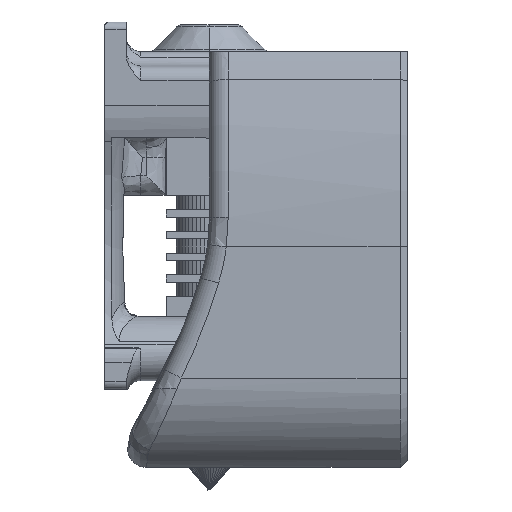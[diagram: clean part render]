
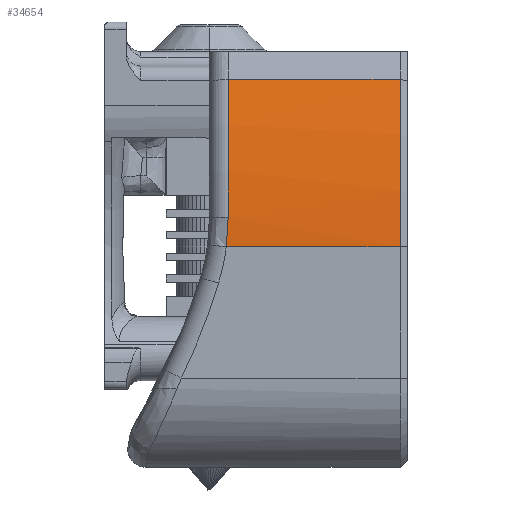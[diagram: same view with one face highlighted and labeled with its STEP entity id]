
A CAD part, left-side view. The second image highlights one B-rep face of the part: STEP entity #34654.
In plain terms, the highlighted cylindrical face has radius 90.29 mm (diameter 180.58 mm), a partial arc.
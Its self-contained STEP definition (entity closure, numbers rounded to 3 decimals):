
#351=CYLINDRICAL_SURFACE('',#37085,90.29);
#711=CIRCLE('',#37067,90.29);
#719=CIRCLE('',#37086,90.29);
#1474=FACE_OUTER_BOUND('',#3737,.T.);
#3737=EDGE_LOOP('',(#23997,#23998,#23999,#24000,#24001));
#5949=LINE('',#57154,#9924);
#5950=LINE('',#57160,#9925);
#9924=VECTOR('',#40509,90.29);
#9925=VECTOR('',#40516,90.29);
#14056=B_SPLINE_CURVE_WITH_KNOTS('',3,(#57163,#57164,#57165,#57166),
 .UNSPECIFIED.,.F.,.F.,(4,4),(0.,0.4),
 .UNSPECIFIED.);
#14781=VERTEX_POINT('',#56989);
#14782=VERTEX_POINT('',#56993);
#14792=VERTEX_POINT('',#57153);
#14794=VERTEX_POINT('',#57159);
#14795=VERTEX_POINT('',#57161);
#17992=EDGE_CURVE('',#14781,#14782,#711,.T.);
#18013=EDGE_CURVE('',#14782,#14792,#5949,.T.);
#18016=EDGE_CURVE('',#14781,#14794,#5950,.T.);
#18017=EDGE_CURVE('',#14795,#14794,#719,.T.);
#18018=EDGE_CURVE('',#14792,#14795,#14056,.T.);
#23997=ORIENTED_EDGE('',*,*,#17992,.F.);
#23998=ORIENTED_EDGE('',*,*,#18016,.T.);
#23999=ORIENTED_EDGE('',*,*,#18017,.F.);
#24000=ORIENTED_EDGE('',*,*,#18018,.F.);
#24001=ORIENTED_EDGE('',*,*,#18013,.F.);
#34654=ADVANCED_FACE('',(#1474),#351,.T.);
#37067=AXIS2_PLACEMENT_3D('',#56995,#40474,#40475);
#37085=AXIS2_PLACEMENT_3D('',#57158,#40514,#40515);
#37086=AXIS2_PLACEMENT_3D('',#57162,#40517,#40518);
#40474=DIRECTION('center_axis',(0.,0.,
1.));
#40475=DIRECTION('ref_axis',(-0.966,0.257,0.));
#40509=DIRECTION('',(0.,0.,-1.));
#40514=DIRECTION('center_axis',(0.,0.,
-1.));
#40515=DIRECTION('ref_axis',(-0.966,0.257,0.));
#40516=DIRECTION('',(0.,0.,-1.));
#40517=DIRECTION('center_axis',(0.,0.,
-1.));
#40518=DIRECTION('ref_axis',(-0.966,0.257,0.));
#56989=CARTESIAN_POINT('',(-23.296,11.296,42.271));
#56993=CARTESIAN_POINT('',(-26.328,-11.908,42.271));
#56995=CARTESIAN_POINT('Origin',(63.962,-11.908,42.271));
#57153=CARTESIAN_POINT('',(-26.328,-11.908,18.213));
#57154=CARTESIAN_POINT('',(-26.328,-11.908,42.571));
#57158=CARTESIAN_POINT('Origin',(63.962,-11.908,42.571));
#57159=CARTESIAN_POINT('',(-23.296,11.296,18.471));
#57160=CARTESIAN_POINT('',(-23.296,11.296,42.571));
#57161=CARTESIAN_POINT('',(-26.235,-7.8,18.471));
#57162=CARTESIAN_POINT('Origin',(63.962,-11.908,18.471));
#57163=CARTESIAN_POINT('Ctrl Pts',(-26.328,-11.908,
18.213));
#57164=CARTESIAN_POINT('Ctrl Pts',(-26.328,-10.546,
18.385));
#57165=CARTESIAN_POINT('Ctrl Pts',(-26.297,-9.172,
18.471));
#57166=CARTESIAN_POINT('Ctrl Pts',(-26.235,-7.8,
18.471));
